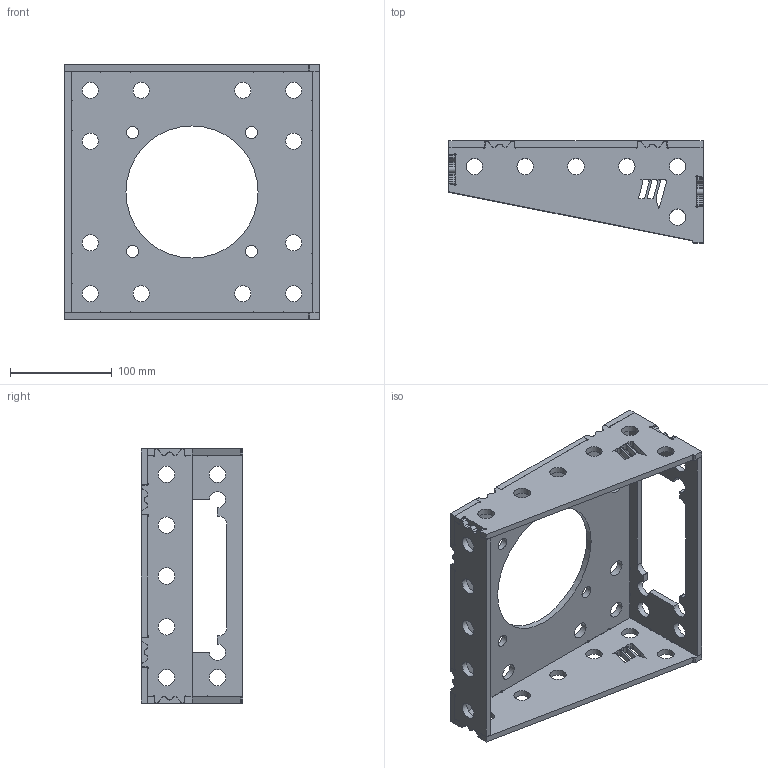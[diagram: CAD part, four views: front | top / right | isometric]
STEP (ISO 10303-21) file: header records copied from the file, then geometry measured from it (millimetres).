
FILE_DESCRIPTION(/* description */ (''),/* implementation_level */ '2;1');
FILE_NAME(/* name */ 'HE-02.step',/* time_stamp */ '2024-05-09T15:53:28+01:00',/* author */ (''),/* organization */ (''),/* preprocessor_version */ 'ST-DEVELOPER v20',/* originating_system */ 'Autodesk Translation Framework v12.20.1.177',/* authorisation */ '');
FILE_SCHEMA (('AUTOMOTIVE_DESIGN { 1 0 10303 214 3 1 1 }'));
Length unit declared in the file: millimetre
Products named in the file (5): HE-02; 250x250x100 VICE TOP; Part3^250x250x100 MidiPRO Vice Ext; Part2^250x250x100 MidiPRO Vice Ext; Part4^250x250x100 MidiPRO Vice Ext
Assembly tree (5 placements, depth 2):
  HE-02
    250x250x100 VICE TOP
    Part2^250x250x100 MidiPRO Vice Ext  x2
    Part3^250x250x100 MidiPRO Vice Ext
    Part4^250x250x100 MidiPRO Vice Ext
Bounding box: 250 x 100 x 250 mm (x, y, z)
Volume: 582683.5 mm3; surface area: 236398 mm2
Topology: 5 solids, 5 shells, 528 faces, 1554 edges, 1036 vertices
Faces by surface type: cylinder 278, plane 218, bspline 32
Full cylindrical faces by diameter (mm): 12 x4, 16 x12, 16.16 x21, 130 x1
Entity records: 14632 total; most frequent: CARTESIAN_POINT 2659, DIRECTION 2518, ORIENTED_EDGE 2496, EDGE_CURVE 1248, AXIS2_PLACEMENT_3D 883, VERTEX_POINT 832, LINE 752, VECTOR 752
